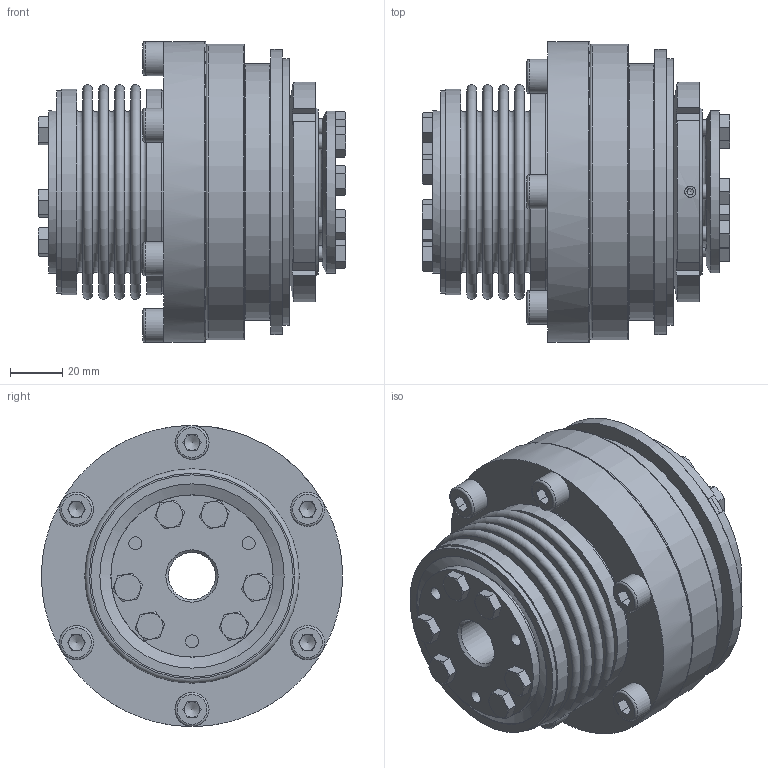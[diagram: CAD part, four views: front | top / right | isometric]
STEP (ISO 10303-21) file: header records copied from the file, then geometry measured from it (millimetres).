
FILE_DESCRIPTION( ( 'Unknown' ), '1' );
FILE_NAME( 'SKY-KS 230.stp', 'Unknown', ( 'Unknown' ), ( 'Unknown' ), 'PSStep 10.1', 'Unknown', ' ' );
FILE_SCHEMA( ( 'AUTOMOTIVE_DESIGN { 1 0 10303 214 1 1 1 1 }' ) );
Length unit declared in the file: millimetre
Products named in the file (1): kt100627
Bounding box: 117.5 x 115 x 115 mm (x, y, z)
Volume: 542007.6 mm3; surface area: 189445.9 mm2
Topology: 1 solids, 15 shells, 632 faces, 1578 edges, 1007 vertices
Faces by surface type: plane 314, cylinder 127, cone 100, torus 75, sphere 12, bspline 4
Full cylindrical faces by diameter (mm): 2.5 x2, 4.2 x3, 5 x18, 6 x12, 6.3 x12, 6.8 x6, 8 x6, 8.6 x6, 8.7 x12, 13 x6, 18 x2, 36.5 x1, 41.4 x2, 47.5 x1, 49.8 x1, 50 x2, 58 x2, 62 x3, 62.5 x2, 65 x2, 65.1 x1, 65.3 x1, 70.454 x1, 71 x1, 77.3 x2, 78.1 x2, 78.5 x2, 90 x3, 94 x2, 98 x1
Entity records: 23540 total; most frequent: CARTESIAN_POINT 5188, DIRECTION 2754, ORIENTED_EDGE 2434, EDGE_CURVE 1217, AXIS2_PLACEMENT_3D 1201, EDGE_LOOP 962, VERTEX_POINT 871, FACE_OUTER_BOUND 789
